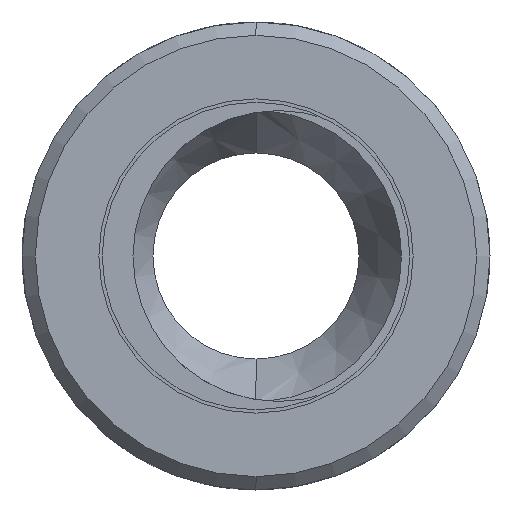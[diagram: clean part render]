
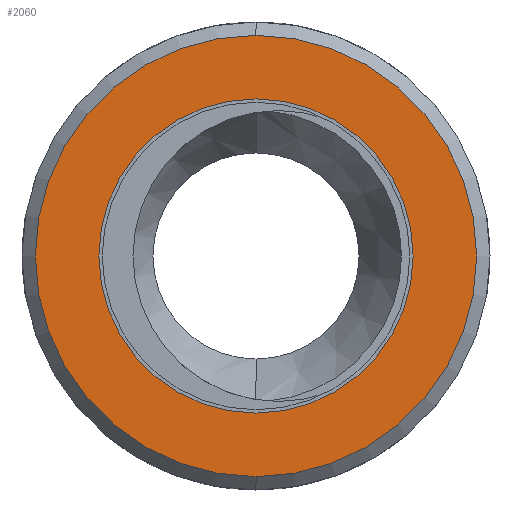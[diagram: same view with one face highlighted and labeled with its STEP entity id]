
A CAD part, left-side view. The second image highlights one B-rep face of the part: STEP entity #2060.
In plain terms, the highlighted planar face has unit normal (-1, 0, 0).
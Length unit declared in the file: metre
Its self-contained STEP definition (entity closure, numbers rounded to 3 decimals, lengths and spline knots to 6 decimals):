
#200 = CIRCLE ( 'NONE', #1065, 0.01175 ) ;
#277 = DIRECTION ( 'NONE',  ( 1., 0., 0. ) ) ;
#315 = ORIENTED_EDGE ( 'NONE', *, *, #2241, .T. ) ;
#325 = EDGE_LOOP ( 'NONE', ( #2433, #401 ) ) ;
#401 = ORIENTED_EDGE ( 'NONE', *, *, #611, .F. ) ;
#428 = DIRECTION ( 'NONE',  ( -1., 0., 0. ) ) ;
#488 = FACE_OUTER_BOUND ( 'NONE', #2257, .T. ) ;
#611 = EDGE_CURVE ( 'NONE', #2625, #1886, #1784, .T. ) ;
#703 = DIRECTION ( 'NONE',  ( 0., 0., 1. ) ) ;
#738 = FACE_BOUND ( 'NONE', #325, .T. ) ;
#743 = CARTESIAN_POINT ( 'NONE',  ( 0.061, 0., -0.0165 ) ) ;
#1033 = DIRECTION ( 'NONE',  ( 0., 0., 1. ) ) ;
#1065 = AXIS2_PLACEMENT_3D ( 'NONE', #2524, #2054, #1033 ) ;
#1110 = CARTESIAN_POINT ( 'NONE',  ( 0.061, 0., 0.01175 ) ) ;
#1153 = CARTESIAN_POINT ( 'NONE',  ( 0.061, 0., 0. ) ) ;
#1298 = DIRECTION ( 'NONE',  ( 0., 0., -1. ) ) ;
#1336 = VERTEX_POINT ( 'NONE', #743 ) ;
#1350 = PLANE ( 'NONE',  #1810 ) ;
#1426 = AXIS2_PLACEMENT_3D ( 'NONE', #1153, #1595, #703 ) ;
#1441 = CIRCLE ( 'NONE', #1842, 0.0165 ) ;
#1486 = AXIS2_PLACEMENT_3D ( 'NONE', #1631, #1888, #2714 ) ;
#1595 = DIRECTION ( 'NONE',  ( -1., 0., 0. ) ) ;
#1631 = CARTESIAN_POINT ( 'NONE',  ( 0.061, 0., 0. ) ) ;
#1672 = ORIENTED_EDGE ( 'NONE', *, *, #2133, .T. ) ;
#1707 = CARTESIAN_POINT ( 'NONE',  ( 0.061, 0., 0. ) ) ;
#1784 = CIRCLE ( 'NONE', #1426, 0.01175 ) ;
#1810 = AXIS2_PLACEMENT_3D ( 'NONE', #2205, #277, #2748 ) ;
#1842 = AXIS2_PLACEMENT_3D ( 'NONE', #1707, #428, #1298 ) ;
#1886 = VERTEX_POINT ( 'NONE', #1110 ) ;
#1888 = DIRECTION ( 'NONE',  ( -1., 0., 0. ) ) ;
#1939 = CIRCLE ( 'NONE', #1486, 0.0165 ) ;
#2054 = DIRECTION ( 'NONE',  ( -1., 0., 0. ) ) ;
#2060 = ADVANCED_FACE ( 'NONE', ( #738, #488 ), #1350, .F. ) ;
#2068 = EDGE_CURVE ( 'NONE', #1886, #2625, #200, .T. ) ;
#2133 = EDGE_CURVE ( 'NONE', #1336, #2215, #1939, .T. ) ;
#2205 = CARTESIAN_POINT ( 'NONE',  ( 0.061, 0.0175, 0. ) ) ;
#2215 = VERTEX_POINT ( 'NONE', #2777 ) ;
#2241 = EDGE_CURVE ( 'NONE', #2215, #1336, #1441, .T. ) ;
#2257 = EDGE_LOOP ( 'NONE', ( #1672, #315 ) ) ;
#2367 = CARTESIAN_POINT ( 'NONE',  ( 0.061, 0., -0.01175 ) ) ;
#2433 = ORIENTED_EDGE ( 'NONE', *, *, #2068, .F. ) ;
#2524 = CARTESIAN_POINT ( 'NONE',  ( 0.061, 0., 0. ) ) ;
#2625 = VERTEX_POINT ( 'NONE', #2367 ) ;
#2714 = DIRECTION ( 'NONE',  ( 0., 0., -1. ) ) ;
#2748 = DIRECTION ( 'NONE',  ( 0., 1., 0. ) ) ;
#2777 = CARTESIAN_POINT ( 'NONE',  ( 0.061, 0., 0.0165 ) ) ;
